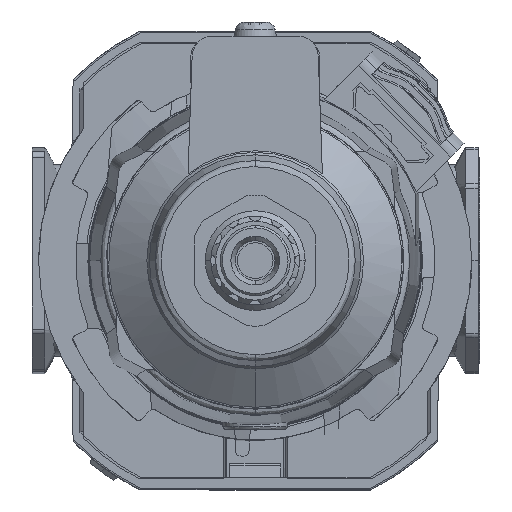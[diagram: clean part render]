
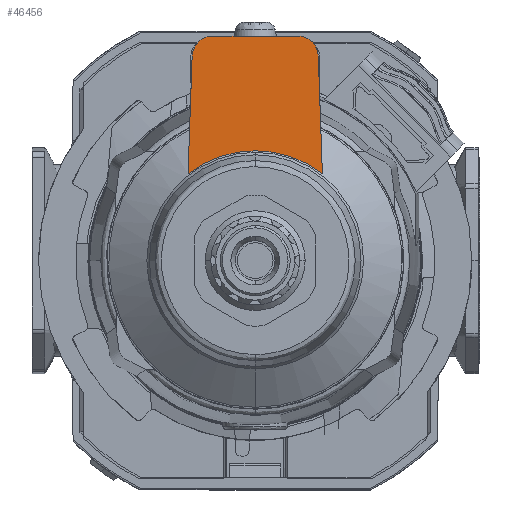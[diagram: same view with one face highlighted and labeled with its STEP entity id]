
A CAD part, front view. The second image highlights one B-rep face of the part: STEP entity #46456.
In plain terms, the highlighted planar face has unit normal (0, -1, 0).
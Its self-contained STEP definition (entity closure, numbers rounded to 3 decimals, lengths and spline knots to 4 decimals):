
#38 = ORIENTED_EDGE ( 'NONE', *, *, #19208, .F. ) ;
#597 = LINE ( 'NONE', #33194, #7788 ) ;
#1781 = FACE_OUTER_BOUND ( 'NONE', #28509, .T. ) ;
#1847 = VERTEX_POINT ( 'NONE', #24720 ) ;
#2620 = DIRECTION ( 'NONE',  ( 0.035, 0., 0.999 ) ) ;
#4282 = EDGE_CURVE ( 'NONE', #37209, #43542, #597, .T. ) ;
#4312 = CARTESIAN_POINT ( 'NONE',  ( -0.4151, -4.1583, 0.5373 ) ) ;
#4348 = DIRECTION ( 'NONE',  ( 0., 1., 0. ) ) ;
#4739 = VECTOR ( 'NONE', #2620, 39.3701 ) ;
#4939 = CARTESIAN_POINT ( 'NONE',  ( -0.3897, -4.1583, 1.2643 ) ) ;
#6721 = AXIS2_PLACEMENT_3D ( 'NONE', #25555, #4348, #29117 ) ;
#7242 = CIRCLE ( 'NONE', #40692, 0.679 ) ;
#7652 = AXIS2_PLACEMENT_3D ( 'NONE', #8587, #38598, #45746 ) ;
#7788 = VECTOR ( 'NONE', #37729, 39.3701 ) ;
#8183 = CIRCLE ( 'NONE', #27206, 0.679 ) ;
#8587 = CARTESIAN_POINT ( 'NONE',  ( 0.2619, -4.1583, 1.2598 ) ) ;
#9499 = CARTESIAN_POINT ( 'NONE',  ( 0.3897, -4.1583, 1.2643 ) ) ;
#10197 = CARTESIAN_POINT ( 'NONE',  ( 0., -4.1583, 0.679 ) ) ;
#11073 = DIRECTION ( 'NONE',  ( 0., 0., 1. ) ) ;
#13504 = VERTEX_POINT ( 'NONE', #46128 ) ;
#14667 = VERTEX_POINT ( 'NONE', #4312 ) ;
#14866 = EDGE_CURVE ( 'NONE', #43542, #1847, #21368, .T. ) ;
#19208 = EDGE_CURVE ( 'NONE', #13504, #35953, #8183, .T. ) ;
#19412 = CARTESIAN_POINT ( 'NONE',  ( 0., -4.1583, 0. ) ) ;
#19528 = ORIENTED_EDGE ( 'NONE', *, *, #38171, .F. ) ;
#19998 = LINE ( 'NONE', #9499, #29329 ) ;
#21368 = CIRCLE ( 'NONE', #7652, 0.128 ) ;
#21633 = ORIENTED_EDGE ( 'NONE', *, *, #14866, .F. ) ;
#22051 = DIRECTION ( 'NONE',  ( 0., 0., 1. ) ) ;
#22983 = DIRECTION ( 'NONE',  ( 0., -1., 0. ) ) ;
#23203 = PLANE ( 'NONE',  #44366 ) ;
#23444 = DIRECTION ( 'NONE',  ( 0., 1., 0. ) ) ;
#24720 = CARTESIAN_POINT ( 'NONE',  ( 0.3897, -4.1583, 1.2643 ) ) ;
#25555 = CARTESIAN_POINT ( 'NONE',  ( -0.2619, -4.1583, 1.2598 ) ) ;
#26298 = DIRECTION ( 'NONE',  ( 0., -1., 0. ) ) ;
#27206 = AXIS2_PLACEMENT_3D ( 'NONE', #43471, #26298, #11073 ) ;
#27254 = CIRCLE ( 'NONE', #6721, 0.128 ) ;
#27381 = ORIENTED_EDGE ( 'NONE', *, *, #43326, .F. ) ;
#28509 = EDGE_LOOP ( 'NONE', ( #38, #44798, #21633, #42202, #27381, #19528, #45402 ) ) ;
#29117 = DIRECTION ( 'NONE',  ( 0., 0., -1. ) ) ;
#29329 = VECTOR ( 'NONE', #35213, 39.3701 ) ;
#32796 = CARTESIAN_POINT ( 'NONE',  ( -0.2619, -4.1583, 1.3878 ) ) ;
#33194 = CARTESIAN_POINT ( 'NONE',  ( -0.2619, -4.1583, 1.3878 ) ) ;
#35213 = DIRECTION ( 'NONE',  ( 0.035, 0., -0.999 ) ) ;
#35953 = VERTEX_POINT ( 'NONE', #10197 ) ;
#37082 = EDGE_CURVE ( 'NONE', #1847, #13504, #19998, .T. ) ;
#37209 = VERTEX_POINT ( 'NONE', #32796 ) ;
#37342 = VERTEX_POINT ( 'NONE', #4939 ) ;
#37729 = DIRECTION ( 'NONE',  ( 1., 0., 0. ) ) ;
#38171 = EDGE_CURVE ( 'NONE', #14667, #37342, #41920, .T. ) ;
#38587 = CARTESIAN_POINT ( 'NONE',  ( -0.4198, -4.1583, 0.4035 ) ) ;
#38598 = DIRECTION ( 'NONE',  ( 0., 1., 0. ) ) ;
#40692 = AXIS2_PLACEMENT_3D ( 'NONE', #19412, #22983, #22051 ) ;
#41920 = LINE ( 'NONE', #38587, #4739 ) ;
#42202 = ORIENTED_EDGE ( 'NONE', *, *, #4282, .F. ) ;
#42613 = CARTESIAN_POINT ( 'NONE',  ( 0.2619, -4.1583, 1.3878 ) ) ;
#43326 = EDGE_CURVE ( 'NONE', #37342, #37209, #27254, .T. ) ;
#43471 = CARTESIAN_POINT ( 'NONE',  ( 0., -4.1583, 0. ) ) ;
#43542 = VERTEX_POINT ( 'NONE', #42613 ) ;
#44065 = EDGE_CURVE ( 'NONE', #35953, #14667, #7242, .T. ) ;
#44366 = AXIS2_PLACEMENT_3D ( 'NONE', #45354, #23444, #45836 ) ;
#44798 = ORIENTED_EDGE ( 'NONE', *, *, #37082, .F. ) ;
#45354 = CARTESIAN_POINT ( 'NONE',  ( -0.2619, -4.1583, 1.2598 ) ) ;
#45402 = ORIENTED_EDGE ( 'NONE', *, *, #44065, .F. ) ;
#45746 = DIRECTION ( 'NONE',  ( 0., 0., -1. ) ) ;
#45836 = DIRECTION ( 'NONE',  ( 0., 0., 1. ) ) ;
#46128 = CARTESIAN_POINT ( 'NONE',  ( 0.4151, -4.1583, 0.5373 ) ) ;
#46456 = ADVANCED_FACE ( 'NONE', ( #1781 ), #23203, .F. ) ;
